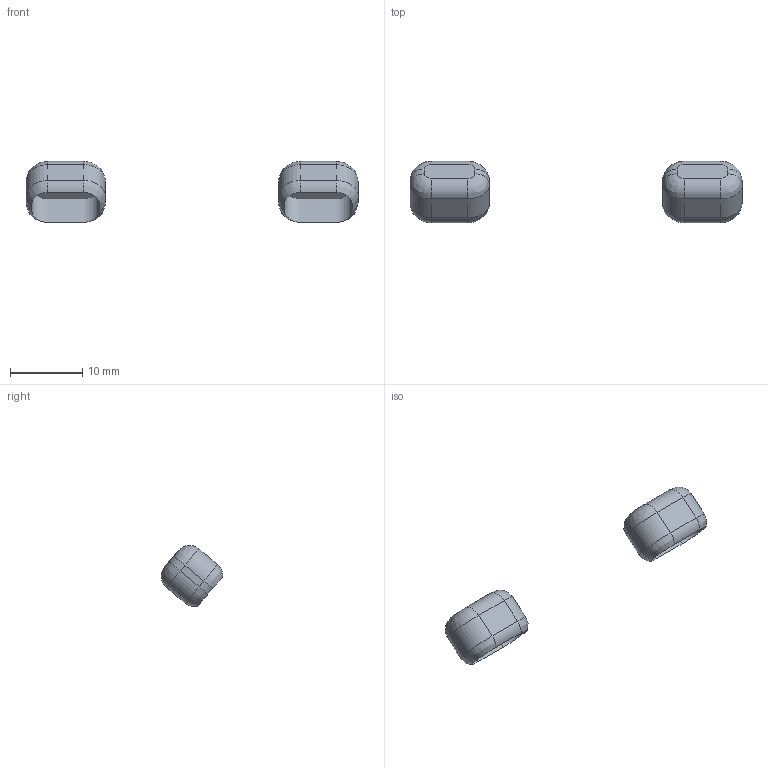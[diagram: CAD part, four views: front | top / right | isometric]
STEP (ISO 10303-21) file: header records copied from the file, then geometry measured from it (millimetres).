
FILE_DESCRIPTION(/* description */ ('','CAx-IF Rec.Pracs.---Representation and Presentation of Product Manufacturing Information (PMI)---4.0---2014-10-13'),/* implementation_level */ '2;1');
FILE_NAME(/* name */ 'Handle_Tip.step',/* time_stamp */ '2024-12-16T17:37:31+09:00',/* author */ (''),/* organization */ (''),/* preprocessor_version */ 'ST-DEVELOPER v20',/* originating_system */ 'Autodesk Translation Framework v13.20.0.188',/* authorisation */ '');
FILE_SCHEMA (('AP242_MANAGED_MODEL_BASED_3D_ENGINEERING_MIM_LF { 1 0 10303 442 1 1 4 }'));
Length unit declared in the file: millimetre
Products named in the file (1): Handle_Tip
Bounding box: 46 x 8.53 x 8.48 mm (x, y, z)
Volume: 433 mm3; surface area: 874.7 mm2
Topology: 2 solids, 2 shells, 68 faces, 144 edges, 80 vertices
Faces by surface type: cylinder 32, plane 20, bspline 16
Entity records: 1892 total; most frequent: CARTESIAN_POINT 421, DIRECTION 322, ORIENTED_EDGE 288, EDGE_CURVE 144, AXIS2_PLACEMENT_3D 125, VERTEX_POINT 80, LINE 72, VECTOR 72
